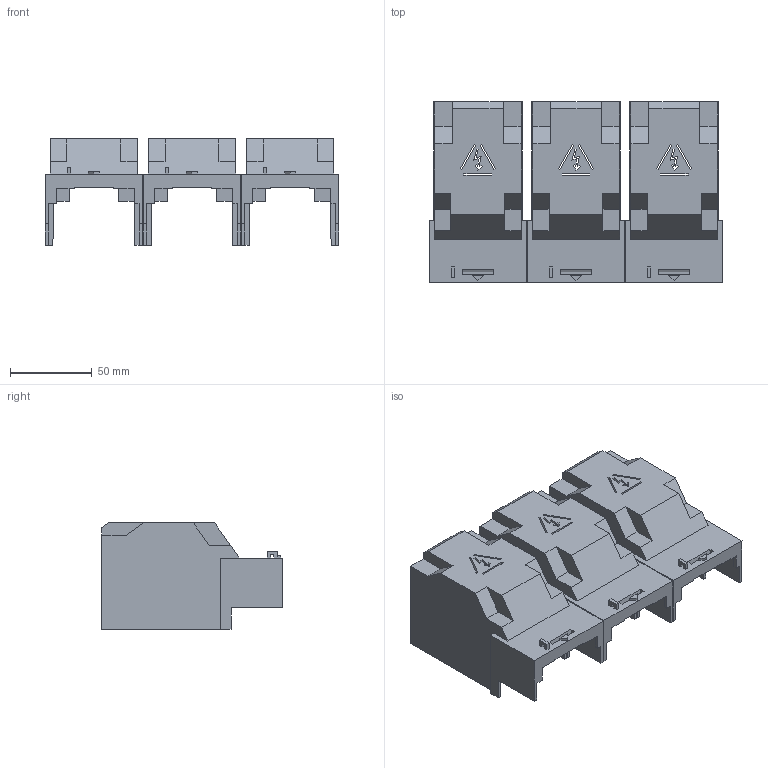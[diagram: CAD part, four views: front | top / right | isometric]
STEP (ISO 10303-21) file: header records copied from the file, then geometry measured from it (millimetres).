
FILE_DESCRIPTION(/* description */ (''),/* implementation_level */ '2;1');
FILE_NAME(/* name */ '39983025b.stp',/* time_stamp */ '2015-12-01T13:11:56+01:00',/* author */ (''),/* organization */ (''),/* preprocessor_version */ 'ST-DEVELOPER v14',/* originating_system */ 'SIEMENS PLM Software NX 8.0',/* authorisation */ '');
FILE_SCHEMA (('AP203_CONFIGURATION_CONTROLLED_3D_DESIGN_OF_MECHANICAL_PARTS_AND_ASSEMBLIES_MIM_LF { 1 0 10303 403 2 1 2}'));
Length unit declared in the file: millimetre
Products named in the file (1): step12012015
Bounding box: 179.4 x 110.3 x 65 mm (x, y, z)
Volume: 119124.3 mm3; surface area: 124066.9 mm2
Topology: 3 solids, 3 shells, 342 faces, 984 edges, 654 vertices
Faces by surface type: plane 339, cylinder 3
Entity records: 11237 total; most frequent: CARTESIAN_POINT 1981, ORIENTED_EDGE 1968, DIRECTION 1676, EDGE_CURVE 984, LINE 978, VECTOR 978, VERTEX_POINT 654, EDGE_LOOP 378
